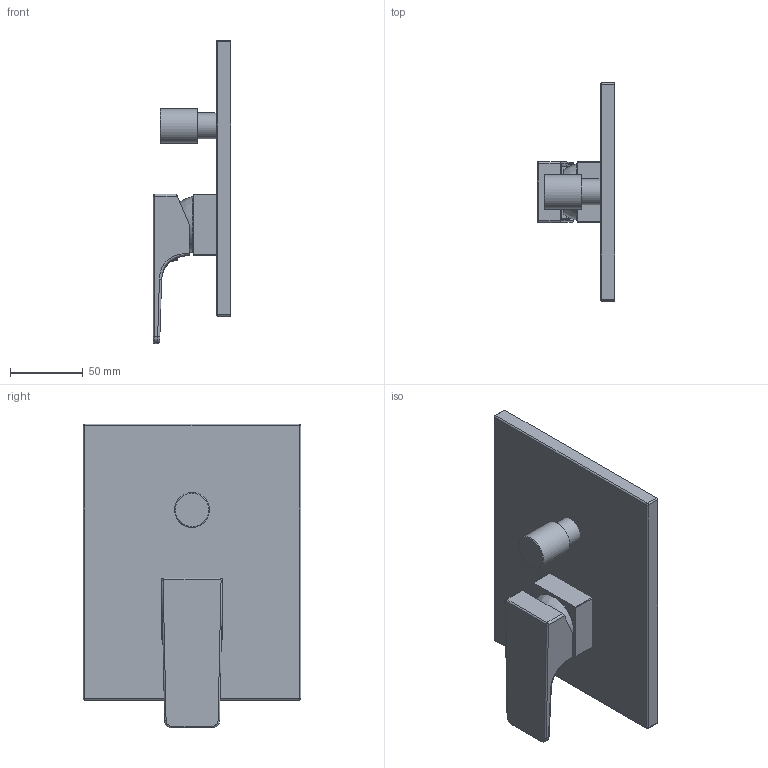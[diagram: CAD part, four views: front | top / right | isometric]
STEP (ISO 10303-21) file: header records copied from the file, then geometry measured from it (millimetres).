
FILE_DESCRIPTION(/* description */ (''),/* implementation_level */ '2;1');
FILE_NAME(/* name */ '3D_TVS125003000_ArchitecturaSquare.step',/* time_stamp */ '2022-12-01T12:27:06+01:00',/* author */ (''),/* organization */ (''),/* preprocessor_version */ 'ST-DEVELOPER v19.2',/* originating_system */ 'Autodesk Translation Framework v11.17.0.187',/* authorisation */ '');
FILE_SCHEMA (('AUTOMOTIVE_DESIGN { 1 0 10303 214 3 1 1 }'));
Length unit declared in the file: millimetre
Products named in the file (44): (Nicht gespeichert); 80T02291; 81TS0200; 8XJS0200; 7SJ56266; 8SJBS000; 104F585HY; 82T00R37; J10350KS00_ASM; J10350KS00-R01; 8YG16045; 82T00364; 8EM5X5; 8ZG16363; 80JS0201; 8J13X8X1; 8XJ102X45X35A; 8J245X21; 8J22X2A; 82JS0201_ASM; 82JS0201-R01; 82JS0201-R02; 8XJJS0201; 81JS0201; 8TH24182; 8SJJS0201; 81PJS0201; 83JS0201; 86BS0000; 8XJBS003; 8PM5X45; 8MB0212_ASM; 80W0212; 80W02496; 80W14364; 80D24182; 80P35VEJ2; 8CM5X7; 80N16494; 8J171X24A ...
Assembly tree (62 placements, depth 3):
  (Nicht gespeichert)
    80T02291
    81TS0200  x2
    8J22X2A  x3
    8XJS0200  x2
    7SJ56266  x2
    8J171X24A  x8
    8SJBS000  x4
    104F585HY
    82T00R37
    J10350KS00_ASM
      J10350KS00-R01
    8YG16045
    82T00364
    8EM5X5  x2
    8ZG16363
    80JS0201
    8J13X8X1
    8XJ102X45X35A
    8J245X21
    82JS0201_ASM
      82JS0201-R01
      82JS0201-R02
    8XJJS0201
    81JS0201
    8TH24182
    8SJJS0201
    81PJS0201
    83JS0201
    86BS0000
    8XJBS003
    8PM5X45  x4
    8MB0212_ASM
      80W0212
      80W02496
      80W14364
    80D24182
    80P35VEJ2
    8CM5X7
    80N16494
    8BS40X112
    8BS25
    8XJ14364
    8J225X25A
Bounding box: 53.6 x 150 x 209.05 mm (x, y, z)
Volume: 367073.4 mm3; surface area: 94171.4 mm2
Topology: 7 solids, 7 shells, 131 faces, 304 edges, 187 vertices
Faces by surface type: plane 50, cylinder 46, bspline 10, torus 9, sphere 9, cone 7
Full cylindrical faces by diameter (mm): 4.2 x1, 5.1 x1, 5.2 x1, 18 x1, 24 x1, 30 x1, 30.8 x1
Entity records: 6230 total; most frequent: CARTESIAN_POINT 1830, DIRECTION 869, ORIENTED_EDGE 604, AXIS2_PLACEMENT_3D 354, EDGE_CURVE 302, VERTEX_POINT 187, LINE 161, VECTOR 161
